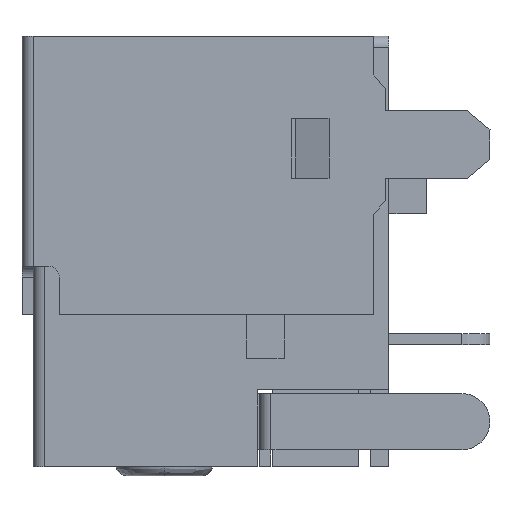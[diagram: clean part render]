
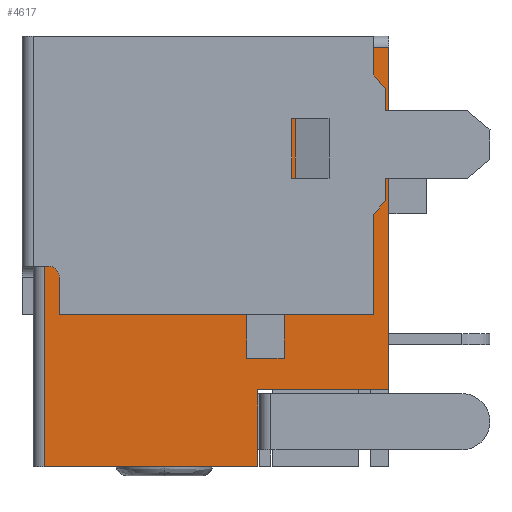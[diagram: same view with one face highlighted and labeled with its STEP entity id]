
A CAD part, left-side view. The second image highlights one B-rep face of the part: STEP entity #4617.
In plain terms, the highlighted planar face has unit normal (-1, 0, 0).
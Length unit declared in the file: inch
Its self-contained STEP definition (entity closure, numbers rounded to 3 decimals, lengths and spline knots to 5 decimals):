
#53 = VERTEX_POINT ( 'NONE', #2627 ) ;
#498 = EDGE_CURVE ( 'NONE', #3769, #6686, #6089, .T. ) ;
#531 = VECTOR ( 'NONE', #1530, 39.37008 ) ;
#584 = ORIENTED_EDGE ( 'NONE', *, *, #7931, .T. ) ;
#653 = CARTESIAN_POINT ( 'NONE',  ( -0.1378, 0.3622, -0.01181 ) ) ;
#969 = CARTESIAN_POINT ( 'NONE',  ( -0.1378, 0., -0.33858 ) ) ;
#1005 = DIRECTION ( 'NONE',  ( 0., 0., -1. ) ) ;
#1013 = CARTESIAN_POINT ( 'NONE',  ( -0.1378, 0.11024, -0.29331 ) ) ;
#1022 = ORIENTED_EDGE ( 'NONE', *, *, #3094, .T. ) ;
#1047 = LINE ( 'NONE', #2422, #5684 ) ;
#1173 = CARTESIAN_POINT ( 'NONE',  ( -0.1378, 0., -0.37205 ) ) ;
#1236 = DIRECTION ( 'NONE',  ( 0., 1., 0. ) ) ;
#1260 = EDGE_CURVE ( 'NONE', #7059, #3769, #3949, .T. ) ;
#1336 = EDGE_CURVE ( 'NONE', #5721, #7059, #1047, .T. ) ;
#1530 = DIRECTION ( 'NONE',  ( 0., 0., 1. ) ) ;
#1713 = ORIENTED_EDGE ( 'NONE', *, *, #7253, .T. ) ;
#1758 = ORIENTED_EDGE ( 'NONE', *, *, #6909, .T. ) ;
#1848 = VECTOR ( 'NONE', #3524, 39.37008 ) ;
#1876 = CARTESIAN_POINT ( 'NONE',  ( -0.1378, 0., -0.01181 ) ) ;
#1909 = LINE ( 'NONE', #3443, #4016 ) ;
#2422 = CARTESIAN_POINT ( 'NONE',  ( -0.1378, 0., -0.29331 ) ) ;
#2597 = CARTESIAN_POINT ( 'NONE',  ( -0.1378, 0.1378, -0.45276 ) ) ;
#2627 = CARTESIAN_POINT ( 'NONE',  ( -0.1378, 0.1378, -0.37205 ) ) ;
#2810 = LINE ( 'NONE', #4827, #8029 ) ;
#2939 = EDGE_CURVE ( 'NONE', #6880, #53, #6027, .T. ) ;
#2951 = ORIENTED_EDGE ( 'NONE', *, *, #498, .T. ) ;
#2981 = DIRECTION ( 'NONE',  ( 0., 0., 1. ) ) ;
#3054 = PLANE ( 'NONE',  #6760 ) ;
#3087 = DIRECTION ( 'NONE',  ( 0., -1., 0. ) ) ;
#3094 = EDGE_CURVE ( 'NONE', #3862, #4821, #6903, .T. ) ;
#3443 = CARTESIAN_POINT ( 'NONE',  ( -0.1378, 0.14961, -0.45276 ) ) ;
#3524 = DIRECTION ( 'NONE',  ( 0., -1., 0. ) ) ;
#3556 = DIRECTION ( 'NONE',  ( -1., 0., 0. ) ) ;
#3698 = CARTESIAN_POINT ( 'NONE',  ( -0.1378, 0.14961, -0.33858 ) ) ;
#3769 = VERTEX_POINT ( 'NONE', #5243 ) ;
#3836 = VECTOR ( 'NONE', #4813, 39.37008 ) ;
#3862 = VERTEX_POINT ( 'NONE', #1173 ) ;
#3949 = LINE ( 'NONE', #4678, #5830 ) ;
#4016 = VECTOR ( 'NONE', #4853, 39.37008 ) ;
#4131 = DIRECTION ( 'NONE',  ( 0., 0., -1. ) ) ;
#4233 = CARTESIAN_POINT ( 'NONE',  ( -0.1378, 0., -0.37205 ) ) ;
#4244 = CARTESIAN_POINT ( 'NONE',  ( -0.1378, 0.3622, -0.45276 ) ) ;
#4351 = ORIENTED_EDGE ( 'NONE', *, *, #8340, .T. ) ;
#4369 = CARTESIAN_POINT ( 'NONE',  ( -0.1378, 0., -0.45276 ) ) ;
#4617 = ADVANCED_FACE ( 'NONE', ( #4645, #6145 ), #3054, .T. ) ;
#4645 = FACE_BOUND ( 'NONE', #8998, .T. ) ;
#4678 = CARTESIAN_POINT ( 'NONE',  ( -0.1378, 0.11024, -0.45276 ) ) ;
#4813 = DIRECTION ( 'NONE',  ( 0., 1., 0. ) ) ;
#4821 = VERTEX_POINT ( 'NONE', #6447 ) ;
#4827 = CARTESIAN_POINT ( 'NONE',  ( -0.1378, 0.3622, -0.45276 ) ) ;
#4853 = DIRECTION ( 'NONE',  ( 0., 0., 1. ) ) ;
#4865 = ORIENTED_EDGE ( 'NONE', *, *, #2939, .T. ) ;
#5001 = VECTOR ( 'NONE', #8272, 39.37008 ) ;
#5040 = VERTEX_POINT ( 'NONE', #4244 ) ;
#5067 = LINE ( 'NONE', #9537, #8941 ) ;
#5203 = CARTESIAN_POINT ( 'NONE',  ( -0.1378, 0.1378, -0.45276 ) ) ;
#5243 = CARTESIAN_POINT ( 'NONE',  ( -0.1378, 0.11024, -0.33858 ) ) ;
#5581 = LINE ( 'NONE', #1876, #3836 ) ;
#5684 = VECTOR ( 'NONE', #3087, 39.37008 ) ;
#5721 = VERTEX_POINT ( 'NONE', #7198 ) ;
#5830 = VECTOR ( 'NONE', #1005, 39.37008 ) ;
#6027 = LINE ( 'NONE', #5203, #531 ) ;
#6089 = LINE ( 'NONE', #969, #9368 ) ;
#6100 = ORIENTED_EDGE ( 'NONE', *, *, #1260, .T. ) ;
#6145 = FACE_OUTER_BOUND ( 'NONE', #6438, .T. ) ;
#6275 = ORIENTED_EDGE ( 'NONE', *, *, #1336, .T. ) ;
#6438 = EDGE_LOOP ( 'NONE', ( #4351, #1713, #4865, #6712, #1022, #1758 ) ) ;
#6447 = CARTESIAN_POINT ( 'NONE',  ( -0.1378, 0., -0.01181 ) ) ;
#6516 = DIRECTION ( 'NONE',  ( 0., -1., 0. ) ) ;
#6686 = VERTEX_POINT ( 'NONE', #3698 ) ;
#6712 = ORIENTED_EDGE ( 'NONE', *, *, #7215, .T. ) ;
#6760 = AXIS2_PLACEMENT_3D ( 'NONE', #4369, #3556, #2981 ) ;
#6880 = VERTEX_POINT ( 'NONE', #2597 ) ;
#6903 = LINE ( 'NONE', #8228, #5001 ) ;
#6909 = EDGE_CURVE ( 'NONE', #4821, #9464, #5581, .T. ) ;
#7059 = VERTEX_POINT ( 'NONE', #1013 ) ;
#7198 = CARTESIAN_POINT ( 'NONE',  ( -0.1378, 0.14961, -0.29331 ) ) ;
#7215 = EDGE_CURVE ( 'NONE', #53, #3862, #9240, .T. ) ;
#7253 = EDGE_CURVE ( 'NONE', #5040, #6880, #5067, .T. ) ;
#7931 = EDGE_CURVE ( 'NONE', #6686, #5721, #1909, .T. ) ;
#8029 = VECTOR ( 'NONE', #4131, 39.37008 ) ;
#8228 = CARTESIAN_POINT ( 'NONE',  ( -0.1378, 0., -0.45276 ) ) ;
#8272 = DIRECTION ( 'NONE',  ( 0., 0., 1. ) ) ;
#8340 = EDGE_CURVE ( 'NONE', #9464, #5040, #2810, .T. ) ;
#8941 = VECTOR ( 'NONE', #6516, 39.37008 ) ;
#8998 = EDGE_LOOP ( 'NONE', ( #584, #6275, #6100, #2951 ) ) ;
#9240 = LINE ( 'NONE', #4233, #1848 ) ;
#9368 = VECTOR ( 'NONE', #1236, 39.37008 ) ;
#9464 = VERTEX_POINT ( 'NONE', #653 ) ;
#9537 = CARTESIAN_POINT ( 'NONE',  ( -0.1378, 0., -0.45276 ) ) ;
